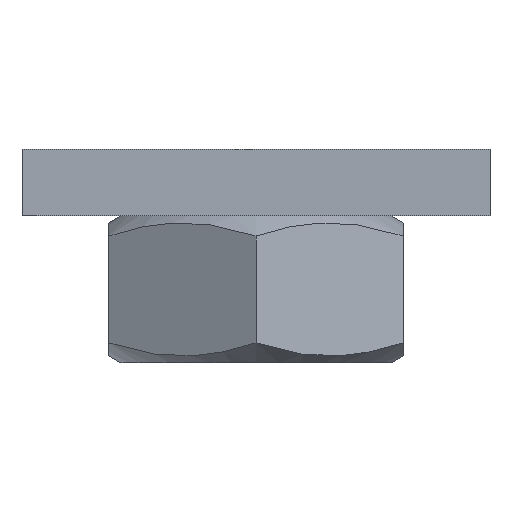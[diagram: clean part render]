
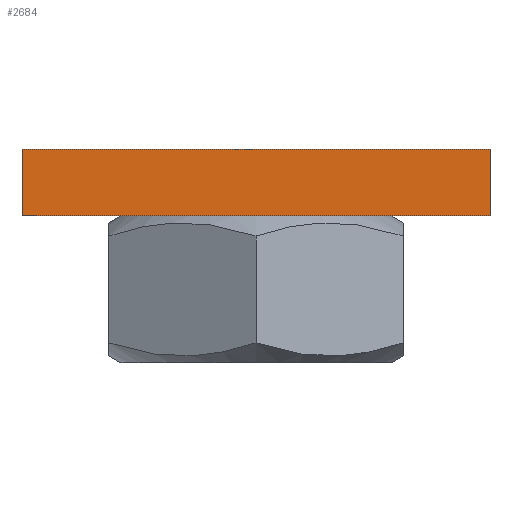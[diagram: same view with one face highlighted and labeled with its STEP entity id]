
A CAD part, front view. The second image highlights one B-rep face of the part: STEP entity #2684.
In plain terms, the highlighted planar face has unit normal (0, -1, 0).
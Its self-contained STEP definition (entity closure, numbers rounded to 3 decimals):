
#256=PLANE('',#2886);
#394=FACE_OUTER_BOUND('',#555,.T.);
#555=EDGE_LOOP('',(#2453,#2454,#2455,#2456));
#694=LINE('',#3655,#948);
#858=LINE('',#4677,#1112);
#861=LINE('',#4683,#1115);
#862=LINE('',#4684,#1116);
#948=VECTOR('',#3083,10.);
#1112=VECTOR('',#3397,10.);
#1115=VECTOR('',#3402,10.);
#1116=VECTOR('',#3403,10.);
#1188=VERTEX_POINT('',#3649);
#1190=VERTEX_POINT('',#3653);
#1365=VERTEX_POINT('',#4676);
#1367=VERTEX_POINT('',#4682);
#1477=EDGE_CURVE('',#1188,#1190,#694,.T.);
#1735=EDGE_CURVE('',#1365,#1188,#858,.T.);
#1738=EDGE_CURVE('',#1367,#1190,#861,.T.);
#1739=EDGE_CURVE('',#1365,#1367,#862,.T.);
#2453=ORIENTED_EDGE('',*,*,#1477,.T.);
#2454=ORIENTED_EDGE('',*,*,#1738,.F.);
#2455=ORIENTED_EDGE('',*,*,#1739,.F.);
#2456=ORIENTED_EDGE('',*,*,#1735,.T.);
#2684=ADVANCED_FACE('',(#394),#256,.T.);
#2886=AXIS2_PLACEMENT_3D('',#4681,#3400,#3401);
#3083=DIRECTION('',(-1.,0.,0.));
#3397=DIRECTION('',(0.,0.,1.));
#3400=DIRECTION('center_axis',(0.,-1.,0.));
#3401=DIRECTION('ref_axis',(0.,0.,-1.));
#3402=DIRECTION('',(0.,0.,1.));
#3403=DIRECTION('',(-1.,0.,0.));
#3649=CARTESIAN_POINT('',(17.5,-140.,5.));
#3653=CARTESIAN_POINT('',(-17.5,-140.,5.));
#3655=CARTESIAN_POINT('',(17.5,-140.,5.));
#4676=CARTESIAN_POINT('',(17.5,-140.,0.));
#4677=CARTESIAN_POINT('',(17.5,-140.,0.));
#4681=CARTESIAN_POINT('Origin',(17.5,-140.,0.));
#4682=CARTESIAN_POINT('',(-17.5,-140.,0.));
#4683=CARTESIAN_POINT('',(-17.5,-140.,0.));
#4684=CARTESIAN_POINT('',(17.5,-140.,0.));
